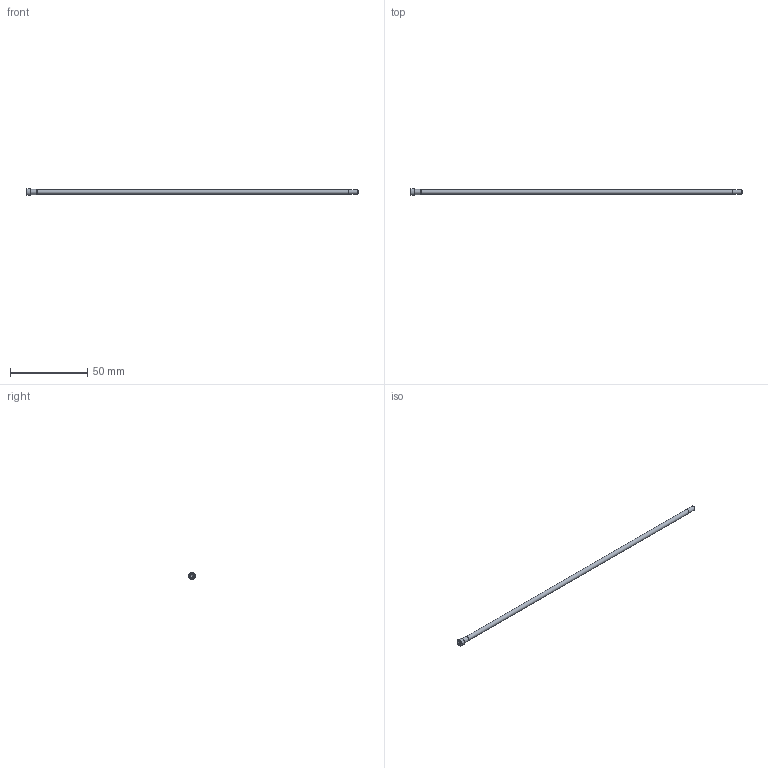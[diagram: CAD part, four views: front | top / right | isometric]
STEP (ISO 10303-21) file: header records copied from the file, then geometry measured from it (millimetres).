
FILE_DESCRIPTION(/* description */ (''),/* implementation_level */ '2;1');
FILE_NAME(/* name */ '9_2U_STD.step',/* time_stamp */ '2023-12-22T12:05:02+09:00',/* author */ (''),/* organization */ (''),/* preprocessor_version */ 'ST-DEVELOPER v20',/* originating_system */ 'Autodesk Translation Framework v12.14.0.127',/* authorisation */ '');
FILE_SCHEMA (('AUTOMOTIVE_DESIGN { 1 0 10303 214 3 1 1 }'));
Length unit declared in the file: millimetre
Products named in the file (1): Rod New
Bounding box: 214.85 x 4.5 x 4.5 mm (x, y, z)
Volume: 1539.1 mm3; surface area: 2082.1 mm2
Topology: 1 solids, 1 shells, 21 faces, 48 edges, 31 vertices
Faces by surface type: plane 10, cone 5, cylinder 4, torus 2
Full cylindrical faces by diameter (mm): 2.927 x1, 3 x1, 3.438 x1, 4.5 x1
Entity records: 618 total; most frequent: CARTESIAN_POINT 114, DIRECTION 103, ORIENTED_EDGE 94, EDGE_CURVE 47, AXIS2_PLACEMENT_3D 41, VERTEX_POINT 31, EDGE_LOOP 24, FACE_OUTER_BOUND 21
